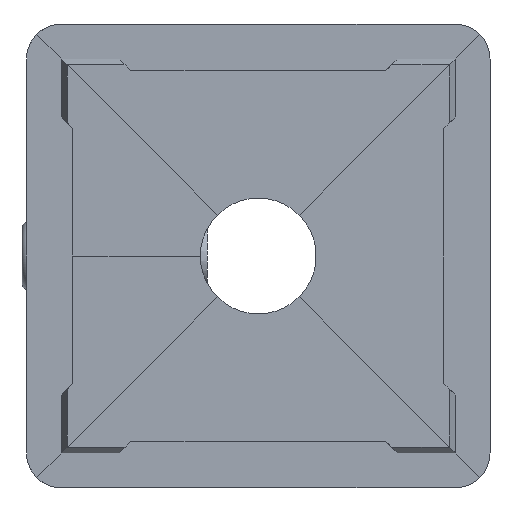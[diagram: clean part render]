
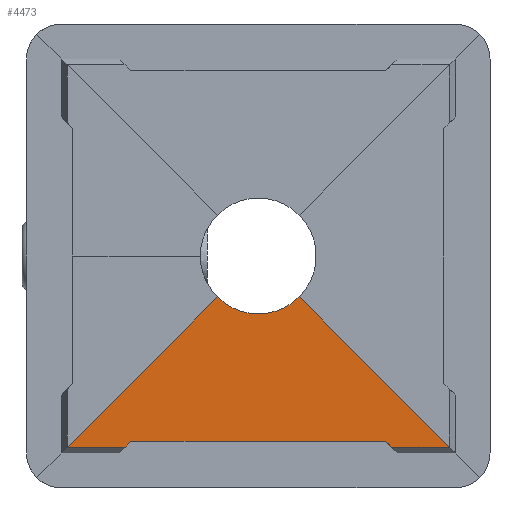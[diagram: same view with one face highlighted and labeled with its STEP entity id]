
A CAD part, front view. The second image highlights one B-rep face of the part: STEP entity #4473.
In plain terms, the highlighted planar face has unit normal (0, -1, 0).
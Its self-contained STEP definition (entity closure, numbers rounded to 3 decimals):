
#111 = ORIENTED_EDGE ( 'NONE', *, *, #2540, .F. ) ;
#123 = VECTOR ( 'NONE', #3901, 1000. ) ;
#205 = DIRECTION ( 'NONE',  ( 0., 1., 0. ) ) ;
#215 = LINE ( 'NONE', #590, #3855 ) ;
#378 = ORIENTED_EDGE ( 'NONE', *, *, #1270, .T. ) ;
#401 = CARTESIAN_POINT ( 'NONE',  ( -12.675, 0., 7.675 ) ) ;
#469 = VECTOR ( 'NONE', #3434, 1000. ) ;
#518 = DIRECTION ( 'NONE',  ( -1., 0., 0. ) ) ;
#529 = CARTESIAN_POINT ( 'NONE',  ( 16.5, 0., -16.5 ) ) ;
#534 = CARTESIAN_POINT ( 'NONE',  ( 0., 0., -5. ) ) ;
#545 = LINE ( 'NONE', #1371, #123 ) ;
#560 = LINE ( 'NONE', #3123, #3774 ) ;
#590 = CARTESIAN_POINT ( 'NONE',  ( -10.175, 0., -10.175 ) ) ;
#649 = CIRCLE ( 'NONE', #4265, 5. ) ;
#677 = DIRECTION ( 'NONE',  ( 0., 0., 1. ) ) ;
#752 = VERTEX_POINT ( 'NONE', #3435 ) ;
#825 = PLANE ( 'NONE',  #935 ) ;
#885 = LINE ( 'NONE', #3744, #4706 ) ;
#935 = AXIS2_PLACEMENT_3D ( 'NONE', #4467, #205, #4221 ) ;
#993 = VERTEX_POINT ( 'NONE', #2937 ) ;
#1102 = VERTEX_POINT ( 'NONE', #4127 ) ;
#1168 = VERTEX_POINT ( 'NONE', #534 ) ;
#1170 = LINE ( 'NONE', #4111, #469 ) ;
#1238 = EDGE_CURVE ( 'NONE', #1240, #1168, #649, .T. ) ;
#1240 = VERTEX_POINT ( 'NONE', #1674 ) ;
#1252 = VERTEX_POINT ( 'NONE', #4637 ) ;
#1270 = EDGE_CURVE ( 'NONE', #993, #4501, #2082, .T. ) ;
#1294 = ORIENTED_EDGE ( 'NONE', *, *, #3015, .T. ) ;
#1333 = DIRECTION ( 'NONE',  ( 0., 1., 0. ) ) ;
#1371 = CARTESIAN_POINT ( 'NONE',  ( -20.35, 0., -16.5 ) ) ;
#1383 = CARTESIAN_POINT ( 'NONE',  ( -20.35, 0., -16.5 ) ) ;
#1543 = EDGE_CURVE ( 'NONE', #1252, #752, #885, .T. ) ;
#1586 = ORIENTED_EDGE ( 'NONE', *, *, #4718, .T. ) ;
#1674 = CARTESIAN_POINT ( 'NONE',  ( 3.536, 0., -3.536 ) ) ;
#1710 = VERTEX_POINT ( 'NONE', #2868 ) ;
#1751 = DIRECTION ( 'NONE',  ( 0., 0., 1. ) ) ;
#1922 = CIRCLE ( 'NONE', #2772, 5. ) ;
#2077 = EDGE_CURVE ( 'NONE', #993, #1252, #3215, .T. ) ;
#2082 = LINE ( 'NONE', #1383, #3958 ) ;
#2083 = DIRECTION ( 'NONE',  ( -0.707, 0., -0.707 ) ) ;
#2110 = VECTOR ( 'NONE', #3934, 1000. ) ;
#2136 = DIRECTION ( 'NONE',  ( -0.707, 0., -0.707 ) ) ;
#2148 = CARTESIAN_POINT ( 'NONE',  ( 0., 0., 0. ) ) ;
#2540 = EDGE_CURVE ( 'NONE', #1240, #4501, #1170, .T. ) ;
#2596 = ORIENTED_EDGE ( 'NONE', *, *, #4267, .T. ) ;
#2756 = DIRECTION ( 'NONE',  ( 1., 0., 0. ) ) ;
#2759 = ORIENTED_EDGE ( 'NONE', *, *, #1543, .F. ) ;
#2772 = AXIS2_PLACEMENT_3D ( 'NONE', #2148, #2862, #677 ) ;
#2862 = DIRECTION ( 'NONE',  ( 0., 1., 0. ) ) ;
#2868 = CARTESIAN_POINT ( 'NONE',  ( -11.5, 0., -16.5 ) ) ;
#2924 = ORIENTED_EDGE ( 'NONE', *, *, #3663, .F. ) ;
#2928 = EDGE_LOOP ( 'NONE', ( #111, #4732, #1294, #1586, #2596, #2924, #2759, #4118, #378 ) ) ;
#2937 = CARTESIAN_POINT ( 'NONE',  ( 11.5, 0., -16.5 ) ) ;
#3015 = EDGE_CURVE ( 'NONE', #1168, #3927, #1922, .T. ) ;
#3123 = CARTESIAN_POINT ( 'NONE',  ( -11., 0., -16. ) ) ;
#3193 = CARTESIAN_POINT ( 'NONE',  ( 0., 0., 0. ) ) ;
#3215 = LINE ( 'NONE', #401, #2110 ) ;
#3434 = DIRECTION ( 'NONE',  ( 0.707, 0., -0.707 ) ) ;
#3435 = CARTESIAN_POINT ( 'NONE',  ( -11., 0., -16. ) ) ;
#3663 = EDGE_CURVE ( 'NONE', #752, #1710, #560, .T. ) ;
#3744 = CARTESIAN_POINT ( 'NONE',  ( 11., 0., -16. ) ) ;
#3774 = VECTOR ( 'NONE', #2083, 1000. ) ;
#3855 = VECTOR ( 'NONE', #2136, 1000. ) ;
#3880 = CARTESIAN_POINT ( 'NONE',  ( -3.536, 0., -3.536 ) ) ;
#3901 = DIRECTION ( 'NONE',  ( 1., 0., 0. ) ) ;
#3927 = VERTEX_POINT ( 'NONE', #3880 ) ;
#3934 = DIRECTION ( 'NONE',  ( -0.707, 0., 0.707 ) ) ;
#3958 = VECTOR ( 'NONE', #2756, 1000. ) ;
#4111 = CARTESIAN_POINT ( 'NONE',  ( -10.175, 0., 10.175 ) ) ;
#4118 = ORIENTED_EDGE ( 'NONE', *, *, #2077, .F. ) ;
#4127 = CARTESIAN_POINT ( 'NONE',  ( -16.5, 0., -16.5 ) ) ;
#4169 = FACE_OUTER_BOUND ( 'NONE', #2928, .T. ) ;
#4221 = DIRECTION ( 'NONE',  ( 0., 0., 1. ) ) ;
#4265 = AXIS2_PLACEMENT_3D ( 'NONE', #3193, #1333, #1751 ) ;
#4267 = EDGE_CURVE ( 'NONE', #1102, #1710, #545, .T. ) ;
#4467 = CARTESIAN_POINT ( 'NONE',  ( -20.35, 0., 0. ) ) ;
#4473 = ADVANCED_FACE ( 'NONE', ( #4169 ), #825, .F. ) ;
#4501 = VERTEX_POINT ( 'NONE', #529 ) ;
#4637 = CARTESIAN_POINT ( 'NONE',  ( 11., 0., -16. ) ) ;
#4706 = VECTOR ( 'NONE', #518, 1000. ) ;
#4718 = EDGE_CURVE ( 'NONE', #3927, #1102, #215, .T. ) ;
#4732 = ORIENTED_EDGE ( 'NONE', *, *, #1238, .T. ) ;
